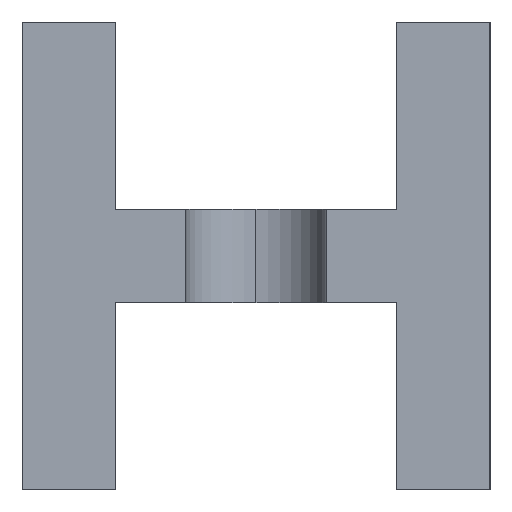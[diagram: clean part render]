
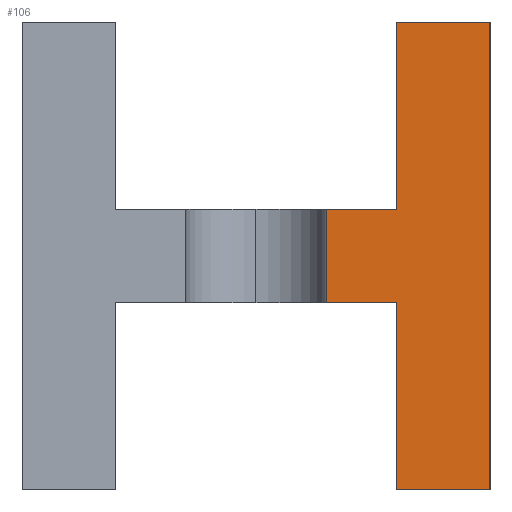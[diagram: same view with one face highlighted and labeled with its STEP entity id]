
A CAD part, left-side view. The second image highlights one B-rep face of the part: STEP entity #106.
In plain terms, the highlighted planar face has unit normal (-1, 0, 0).
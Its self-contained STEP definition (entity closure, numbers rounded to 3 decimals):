
#106 = ADVANCED_FACE ( 'NONE', ( #4609 ), #8251, .T. ) ;
#546 = VECTOR ( 'NONE', #7110, 1000. ) ;
#684 = DIRECTION ( 'NONE',  ( 0., 0., -1. ) ) ;
#722 = CARTESIAN_POINT ( 'NONE',  ( 0., 0., 0. ) ) ;
#1028 = CARTESIAN_POINT ( 'NONE',  ( 0., 3.5, 4. ) ) ;
#1048 = VECTOR ( 'NONE', #2616, 1000. ) ;
#1304 = EDGE_CURVE ( 'NONE', #8716, #6346, #5405, .T. ) ;
#1696 = CARTESIAN_POINT ( 'NONE',  ( 0., 2., 10. ) ) ;
#1743 = EDGE_CURVE ( 'NONE', #3256, #10270, #2875, .T. ) ;
#1800 = DIRECTION ( 'NONE',  ( 0., 0., 1. ) ) ;
#1806 = DIRECTION ( 'NONE',  ( 0., -1., 0. ) ) ;
#1955 = ORIENTED_EDGE ( 'NONE', *, *, #4332, .F. ) ;
#2616 = DIRECTION ( 'NONE',  ( 0., 0., 1. ) ) ;
#2650 = VECTOR ( 'NONE', #8988, 1000. ) ;
#2875 = LINE ( 'NONE', #7190, #546 ) ;
#2889 = VECTOR ( 'NONE', #1800, 1000. ) ;
#3147 = VERTEX_POINT ( 'NONE', #7560 ) ;
#3256 = VERTEX_POINT ( 'NONE', #5988 ) ;
#3278 = CARTESIAN_POINT ( 'NONE',  ( 0., 3.5, 6. ) ) ;
#3356 = VERTEX_POINT ( 'NONE', #5130 ) ;
#3687 = CARTESIAN_POINT ( 'NONE',  ( 0., 2., 10. ) ) ;
#3771 = EDGE_CURVE ( 'NONE', #3147, #3256, #6122, .T. ) ;
#3981 = VECTOR ( 'NONE', #4166, 1000. ) ;
#4032 = CARTESIAN_POINT ( 'NONE',  ( 0., 2., 4. ) ) ;
#4053 = EDGE_CURVE ( 'NONE', #5147, #8716, #5181, .T. ) ;
#4166 = DIRECTION ( 'NONE',  ( 0., 0., 1. ) ) ;
#4223 = CARTESIAN_POINT ( 'NONE',  ( 0., 2., 0. ) ) ;
#4243 = ORIENTED_EDGE ( 'NONE', *, *, #6046, .F. ) ;
#4332 = EDGE_CURVE ( 'NONE', #10270, #3356, #8490, .T. ) ;
#4609 = FACE_OUTER_BOUND ( 'NONE', #8211, .T. ) ;
#5130 = CARTESIAN_POINT ( 'NONE',  ( 0., 2., 4. ) ) ;
#5147 = VERTEX_POINT ( 'NONE', #3278 ) ;
#5181 = LINE ( 'NONE', #8756, #2650 ) ;
#5405 = LINE ( 'NONE', #1696, #2889 ) ;
#5598 = VECTOR ( 'NONE', #1806, 1000. ) ;
#5626 = LINE ( 'NONE', #7632, #1048 ) ;
#5838 = VECTOR ( 'NONE', #684, 1000. ) ;
#5970 = ORIENTED_EDGE ( 'NONE', *, *, #4053, .F. ) ;
#5988 = CARTESIAN_POINT ( 'NONE',  ( 0., 0., 0. ) ) ;
#6046 = EDGE_CURVE ( 'NONE', #3356, #10409, #7961, .T. ) ;
#6122 = LINE ( 'NONE', #722, #5838 ) ;
#6242 = ORIENTED_EDGE ( 'NONE', *, *, #3771, .F. ) ;
#6346 = VERTEX_POINT ( 'NONE', #3687 ) ;
#6380 = DIRECTION ( 'NONE',  ( 0., 1., 0. ) ) ;
#6662 = CARTESIAN_POINT ( 'NONE',  ( 0., 8., 4. ) ) ;
#6755 = AXIS2_PLACEMENT_3D ( 'NONE', #8334, #8352, #8501 ) ;
#6770 = ORIENTED_EDGE ( 'NONE', *, *, #10542, .F. ) ;
#6781 = CARTESIAN_POINT ( 'NONE',  ( 0., 0., 10. ) ) ;
#7110 = DIRECTION ( 'NONE',  ( 0., 1., 0. ) ) ;
#7190 = CARTESIAN_POINT ( 'NONE',  ( 0., 2., 0. ) ) ;
#7560 = CARTESIAN_POINT ( 'NONE',  ( 0., 0., 10. ) ) ;
#7632 = CARTESIAN_POINT ( 'NONE',  ( 0., 3.5, 4. ) ) ;
#7695 = VECTOR ( 'NONE', #6380, 1000. ) ;
#7961 = LINE ( 'NONE', #6662, #7695 ) ;
#8211 = EDGE_LOOP ( 'NONE', ( #6770, #4243, #1955, #8489, #6242, #10431, #8224, #5970 ) ) ;
#8224 = ORIENTED_EDGE ( 'NONE', *, *, #1304, .F. ) ;
#8251 = PLANE ( 'NONE',  #6755 ) ;
#8293 = CARTESIAN_POINT ( 'NONE',  ( 0., 2., 6. ) ) ;
#8334 = CARTESIAN_POINT ( 'NONE',  ( 0., 0., 0. ) ) ;
#8352 = DIRECTION ( 'NONE',  ( -1., 0., 0. ) ) ;
#8489 = ORIENTED_EDGE ( 'NONE', *, *, #1743, .F. ) ;
#8490 = LINE ( 'NONE', #4032, #3981 ) ;
#8501 = DIRECTION ( 'NONE',  ( 0., 0., 1. ) ) ;
#8716 = VERTEX_POINT ( 'NONE', #8293 ) ;
#8756 = CARTESIAN_POINT ( 'NONE',  ( 0., 2., 6. ) ) ;
#8943 = EDGE_CURVE ( 'NONE', #6346, #3147, #10341, .T. ) ;
#8988 = DIRECTION ( 'NONE',  ( 0., -1., 0. ) ) ;
#10270 = VERTEX_POINT ( 'NONE', #4223 ) ;
#10341 = LINE ( 'NONE', #6781, #5598 ) ;
#10409 = VERTEX_POINT ( 'NONE', #1028 ) ;
#10431 = ORIENTED_EDGE ( 'NONE', *, *, #8943, .F. ) ;
#10542 = EDGE_CURVE ( 'NONE', #10409, #5147, #5626, .T. ) ;
